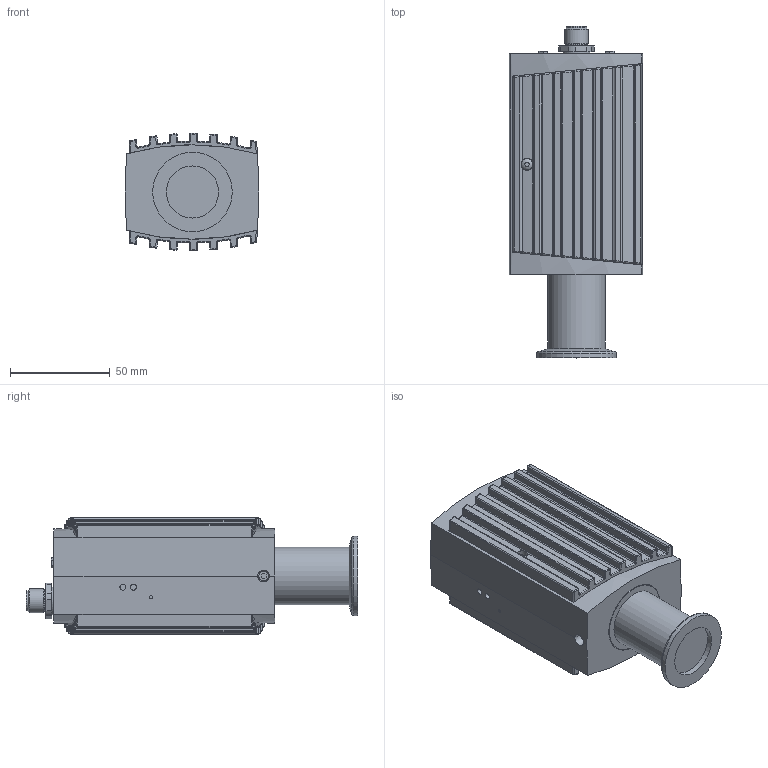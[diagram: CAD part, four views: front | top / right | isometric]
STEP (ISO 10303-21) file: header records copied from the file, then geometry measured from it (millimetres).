
FILE_DESCRIPTION((''),'2;1');
FILE_NAME('M353-557.stp','2013-04-04T11:30:09',('GELH'),(''),'Autodesk Inventor 2012','Autodesk Inventor 2012','');
FILE_SCHEMA(('AUTOMOTIVE_DESIGN { 1 0 10303 214 1 1 1 1 }'));
Length unit declared in the file: millimetre
Products named in the file (1): M353-557
Bounding box: 67 x 166.8 x 59 mm (x, y, z)
Volume: 122409.2 mm3; surface area: 86680.1 mm2
Topology: 3 solids, 3 shells, 776 faces, 2026 edges, 1276 vertices
Faces by surface type: plane 342, cylinder 260, bspline 100, sphere 58, cone 9, torus 7
Full cylindrical faces by diameter (mm): 0.8 x5, 1.5 x1, 2.3 x2, 2.4 x2, 2.8 x2, 3 x6, 3.2 x6, 4 x1, 4.2 x3, 4.8 x1, 5.6 x2, 6 x3, 8 x1, 10.2 x1, 11 x1, 12 x1, 14 x1, 15 x1, 24.8 x1, 25 x1, 25.6 x1, 26 x1, 26.2 x1, 28.7 x1, 29 x1, 31.95 x2, 32 x1, 40 x1
Entity records: 31528 total; most frequent: CARTESIAN_POINT 12394, DIRECTION 4139, ORIENTED_EDGE 3870, EDGE_CURVE 1935, AXIS2_PLACEMENT_3D 1577, VERTEX_POINT 1256, VECTOR 985, LINE 985
